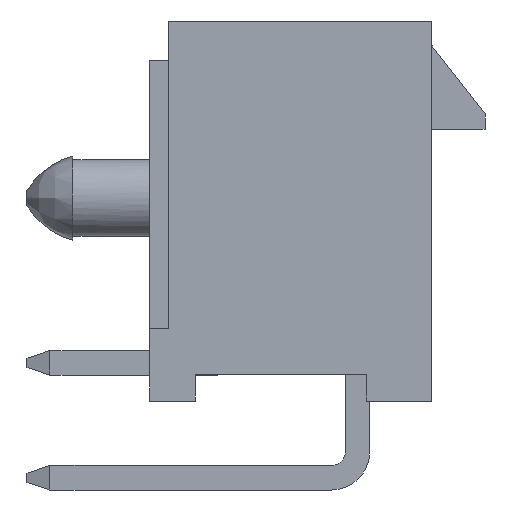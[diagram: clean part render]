
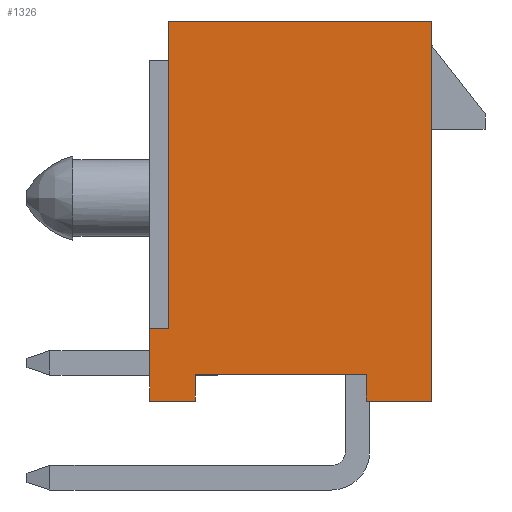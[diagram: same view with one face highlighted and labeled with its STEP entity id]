
A CAD part, left-side view. The second image highlights one B-rep face of the part: STEP entity #1326.
In plain terms, the highlighted planar face has unit normal (-1, 0, 0).
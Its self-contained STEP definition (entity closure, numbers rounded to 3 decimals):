
#1326 = ADVANCED_FACE( '', ( #2792 ), #2793, .T. );
#2792 = FACE_OUTER_BOUND( '', #4490, .T. );
#2793 = PLANE( '', #4491 );
#4490 = EDGE_LOOP( '', ( #7928, #7929, #7930, #7931, #7932, #7933, #7934, #7935, #7936, #7937 ) );
#4491 = AXIS2_PLACEMENT_3D( '', #7938, #7939, #7940 );
#7928 = ORIENTED_EDGE( '', *, *, #11577, .F. );
#7929 = ORIENTED_EDGE( '', *, *, #12012, .T. );
#7930 = ORIENTED_EDGE( '', *, *, #12013, .T. );
#7931 = ORIENTED_EDGE( '', *, *, #11185, .T. );
#7932 = ORIENTED_EDGE( '', *, *, #11973, .T. );
#7933 = ORIENTED_EDGE( '', *, *, #11938, .T. );
#7934 = ORIENTED_EDGE( '', *, *, #11441, .T. );
#7935 = ORIENTED_EDGE( '', *, *, #11289, .F. );
#7936 = ORIENTED_EDGE( '', *, *, #12014, .T. );
#7937 = ORIENTED_EDGE( '', *, *, #12006, .T. );
#7938 = CARTESIAN_POINT( '', ( -19.85, 0., 0. ) );
#7939 = DIRECTION( '', ( -1., 0., 0. ) );
#7940 = DIRECTION( '', ( 0., 0., 1. ) );
#11185 = EDGE_CURVE( '', #13755, #13753, #13756, .T. );
#11289 = EDGE_CURVE( '', #13924, #13922, #13926, .T. );
#11441 = EDGE_CURVE( '', #14169, #13922, #14170, .T. );
#11577 = EDGE_CURVE( '', #14383, #14374, #14385, .T. );
#11938 = EDGE_CURVE( '', #14928, #14169, #14929, .T. );
#11973 = EDGE_CURVE( '', #13753, #14928, #14976, .T. );
#12006 = EDGE_CURVE( '', #15021, #14374, #15022, .T. );
#12012 = EDGE_CURVE( '', #14383, #15029, #15030, .T. );
#12013 = EDGE_CURVE( '', #15029, #13755, #15031, .T. );
#12014 = EDGE_CURVE( '', #13924, #15021, #15032, .T. );
#13753 = VERTEX_POINT( '', #17367 );
#13755 = VERTEX_POINT( '', #17370 );
#13756 = LINE( '', #17371, #17372 );
#13922 = VERTEX_POINT( '', #17613 );
#13924 = VERTEX_POINT( '', #17616 );
#13926 = LINE( '', #17619, #17620 );
#14169 = VERTEX_POINT( '', #17970 );
#14170 = LINE( '', #17971, #17972 );
#14374 = VERTEX_POINT( '', #18280 );
#14383 = VERTEX_POINT( '', #18293 );
#14385 = LINE( '', #18296, #18297 );
#14928 = VERTEX_POINT( '', #19116 );
#14929 = LINE( '', #19117, #19118 );
#14976 = LINE( '', #19191, #19192 );
#15021 = VERTEX_POINT( '', #19252 );
#15022 = LINE( '', #19253, #19254 );
#15029 = VERTEX_POINT( '', #19264 );
#15030 = LINE( '', #19265, #19266 );
#15031 = LINE( '', #19267, #19268 );
#15032 = LINE( '', #19269, #19270 );
#17367 = CARTESIAN_POINT( '', ( -19.85, -3.43, -4.95 ) );
#17370 = CARTESIAN_POINT( '', ( -19.85, -1.73, -4.95 ) );
#17371 = CARTESIAN_POINT( '', ( -19.85, 3.43, -4.95 ) );
#17372 = VECTOR( '', #21031, 1000. );
#17613 = CARTESIAN_POINT( '', ( -19.85, 3.43, -3.05 ) );
#17616 = CARTESIAN_POINT( '', ( -19.85, 3.93, -3.05 ) );
#17619 = CARTESIAN_POINT( '', ( -19.85, 3.93, -3.05 ) );
#17620 = VECTOR( '', #21124, 1000. );
#17970 = CARTESIAN_POINT( '', ( -19.85, 3.43, 4.95 ) );
#17971 = CARTESIAN_POINT( '', ( -19.85, 3.43, 4.95 ) );
#17972 = VECTOR( '', #21268, 1000. );
#18280 = CARTESIAN_POINT( '', ( -19.85, 2.73, -4.95 ) );
#18293 = CARTESIAN_POINT( '', ( -19.85, 2.73, -4.25 ) );
#18296 = CARTESIAN_POINT( '', ( -19.85, 2.73, -3.95 ) );
#18297 = VECTOR( '', #21393, 1000. );
#19116 = CARTESIAN_POINT( '', ( -19.85, -3.43, 4.95 ) );
#19117 = CARTESIAN_POINT( '', ( -19.85, -3.43, 4.95 ) );
#19118 = VECTOR( '', #21709, 1000. );
#19191 = CARTESIAN_POINT( '', ( -19.85, -3.43, -4.95 ) );
#19192 = VECTOR( '', #21736, 1000. );
#19252 = CARTESIAN_POINT( '', ( -19.85, 3.93, -4.95 ) );
#19253 = CARTESIAN_POINT( '', ( -19.85, 3.43, -4.95 ) );
#19254 = VECTOR( '', #21773, 1000. );
#19264 = CARTESIAN_POINT( '', ( -19.85, -1.73, -4.25 ) );
#19265 = CARTESIAN_POINT( '', ( -19.85, 2.73, -4.25 ) );
#19266 = VECTOR( '', #21777, 1000. );
#19267 = CARTESIAN_POINT( '', ( -19.85, -1.73, -3.95 ) );
#19268 = VECTOR( '', #21778, 1000. );
#19269 = CARTESIAN_POINT( '', ( -19.85, 3.93, -3.05 ) );
#19270 = VECTOR( '', #21779, 1000. );
#21031 = DIRECTION( '', ( 0., -1., 0. ) );
#21124 = DIRECTION( '', ( 0., -1., 0. ) );
#21268 = DIRECTION( '', ( 0., 0., -1. ) );
#21393 = DIRECTION( '', ( 0., 0., -1. ) );
#21709 = DIRECTION( '', ( 0., 1., 0. ) );
#21736 = DIRECTION( '', ( 0., 0., 1. ) );
#21773 = DIRECTION( '', ( 0., -1., 0. ) );
#21777 = DIRECTION( '', ( 0., -1., 0. ) );
#21778 = DIRECTION( '', ( 0., 0., -1. ) );
#21779 = DIRECTION( '', ( 0., 0., -1. ) );
